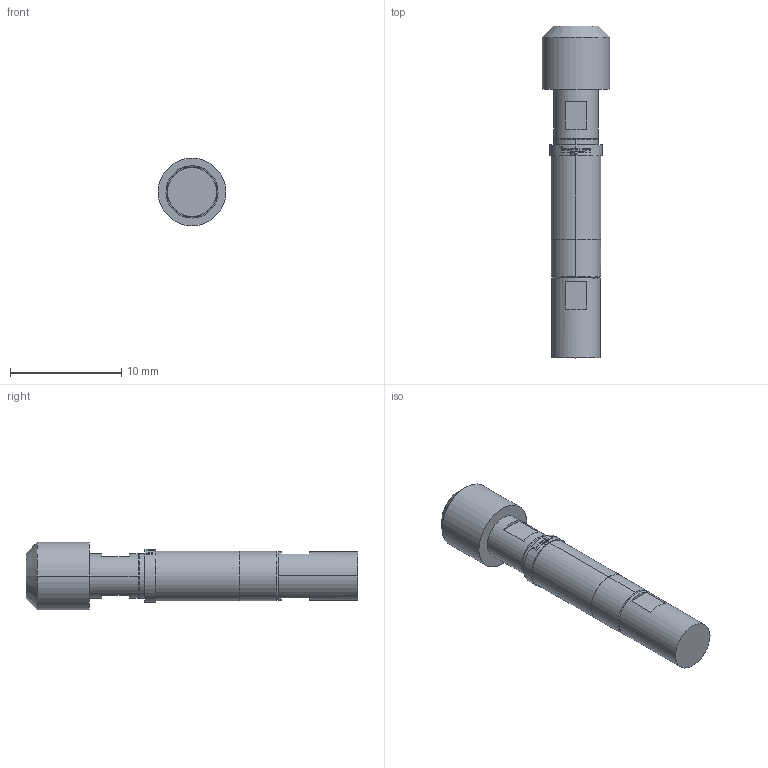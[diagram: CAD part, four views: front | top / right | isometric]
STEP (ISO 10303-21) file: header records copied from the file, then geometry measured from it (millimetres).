
FILE_DESCRIPTION (( 'STEP AP203' ), '1' );
FILE_NAME ('INGUN_HFS-4x0_303_150_A_xx42_F.STEP', '2022-04-26T12:22:31', ( 'ochi' ), ( '' ), 'SwSTEP 2.0', 'SolidWorks 2018', '' );
FILE_SCHEMA (( 'CONFIG_CONTROL_DESIGN' ));
Length unit declared in the file: millimetre
Products named in the file (1): INGUN_HFS-4x0_303_150_A_xx42_F
Bounding box: 6.1 x 29.9 x 6.1 mm (x, y, z)
Volume: 460.5 mm3; surface area: 617 mm2
Topology: 1 solids, 1 shells, 204 faces, 506 edges, 325 vertices
Faces by surface type: plane 121, cylinder 40, bspline 35, cone 8
Entity records: 6993 total; most frequent: CARTESIAN_POINT 2740, ORIENTED_EDGE 1008, DIRECTION 648, EDGE_CURVE 504, VERTEX_POINT 325, AXIS2_PLACEMENT_3D 247, EDGE_LOOP 227, ADVANCED_FACE 204
